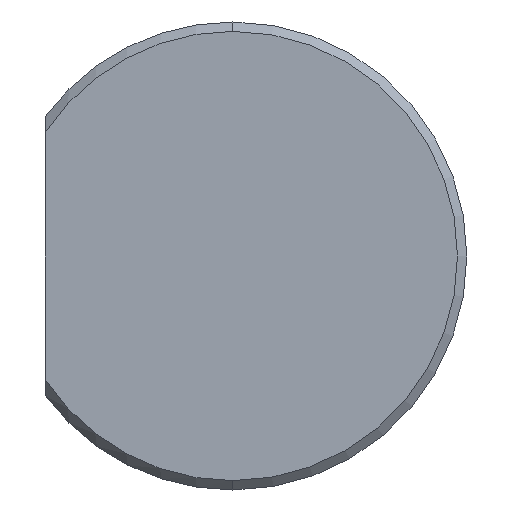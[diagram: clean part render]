
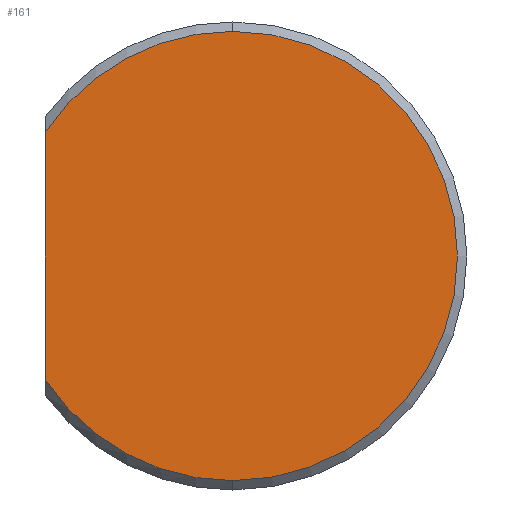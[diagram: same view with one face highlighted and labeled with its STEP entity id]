
A CAD part, front view. The second image highlights one B-rep face of the part: STEP entity #161.
In plain terms, the highlighted planar face has unit normal (0, -1, 0).
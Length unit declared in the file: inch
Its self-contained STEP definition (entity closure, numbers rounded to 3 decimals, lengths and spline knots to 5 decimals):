
#12 = CIRCLE ( 'NONE', #134, 0.11985 ) ;
#14 = DIRECTION ( 'NONE',  ( 0., 0., 1. ) ) ;
#21 = DIRECTION ( 'NONE',  ( 0., -1., 0. ) ) ;
#29 = EDGE_CURVE ( 'NONE', #263, #62, #139, .T. ) ;
#32 = LINE ( 'NONE', #35, #131 ) ;
#34 = CARTESIAN_POINT ( 'NONE',  ( 0., 0., 0. ) ) ;
#35 = CARTESIAN_POINT ( 'NONE',  ( -0.10015, 0., -0.07455 ) ) ;
#37 = ORIENTED_EDGE ( 'NONE', *, *, #29, .T. ) ;
#62 = VERTEX_POINT ( 'NONE', #325 ) ;
#72 = EDGE_CURVE ( 'NONE', #365, #62, #32, .T. ) ;
#77 = DIRECTION ( 'NONE',  ( 0., 0., 1. ) ) ;
#80 = CARTESIAN_POINT ( 'NONE',  ( 0., 0., -0.11985 ) ) ;
#95 = DIRECTION ( 'NONE',  ( 0., 0., 1. ) ) ;
#99 = EDGE_CURVE ( 'NONE', #365, #276, #204, .T. ) ;
#105 = AXIS2_PLACEMENT_3D ( 'NONE', #416, #265, #77 ) ;
#131 = VECTOR ( 'NONE', #178, 39.37008 ) ;
#134 = AXIS2_PLACEMENT_3D ( 'NONE', #398, #220, #95 ) ;
#139 = CIRCLE ( 'NONE', #336, 0.11985 ) ;
#154 = CARTESIAN_POINT ( 'NONE',  ( -0.10015, 0., -0.06583 ) ) ;
#155 = ORIENTED_EDGE ( 'NONE', *, *, #157, .T. ) ;
#157 = EDGE_CURVE ( 'NONE', #276, #263, #12, .T. ) ;
#161 = ADVANCED_FACE ( 'NONE', ( #193 ), #362, .F. ) ;
#178 = DIRECTION ( 'NONE',  ( 0., 0., 1. ) ) ;
#193 = FACE_OUTER_BOUND ( 'NONE', #324, .T. ) ;
#204 = CIRCLE ( 'NONE', #232, 0.11985 ) ;
#220 = DIRECTION ( 'NONE',  ( 0., -1., 0. ) ) ;
#230 = CARTESIAN_POINT ( 'NONE',  ( 0., 0., 0.11985 ) ) ;
#232 = AXIS2_PLACEMENT_3D ( 'NONE', #34, #376, #14 ) ;
#234 = ORIENTED_EDGE ( 'NONE', *, *, #99, .T. ) ;
#263 = VERTEX_POINT ( 'NONE', #230 ) ;
#265 = DIRECTION ( 'NONE',  ( 0., 1., 0. ) ) ;
#274 = ORIENTED_EDGE ( 'NONE', *, *, #72, .F. ) ;
#276 = VERTEX_POINT ( 'NONE', #80 ) ;
#316 = CARTESIAN_POINT ( 'NONE',  ( 0., 0., 0. ) ) ;
#324 = EDGE_LOOP ( 'NONE', ( #274, #234, #155, #37 ) ) ;
#325 = CARTESIAN_POINT ( 'NONE',  ( -0.10015, 0., 0.06583 ) ) ;
#336 = AXIS2_PLACEMENT_3D ( 'NONE', #316, #21, #344 ) ;
#344 = DIRECTION ( 'NONE',  ( 0., 0., 1. ) ) ;
#362 = PLANE ( 'NONE',  #105 ) ;
#365 = VERTEX_POINT ( 'NONE', #154 ) ;
#376 = DIRECTION ( 'NONE',  ( 0., -1., 0. ) ) ;
#398 = CARTESIAN_POINT ( 'NONE',  ( 0., 0., 0. ) ) ;
#416 = CARTESIAN_POINT ( 'NONE',  ( 0., 0., 0. ) ) ;
